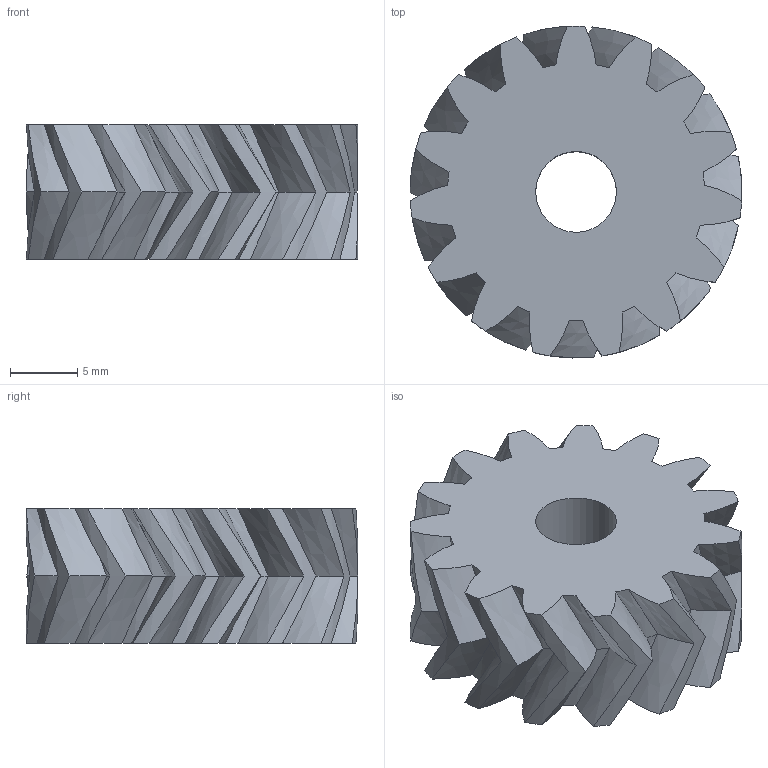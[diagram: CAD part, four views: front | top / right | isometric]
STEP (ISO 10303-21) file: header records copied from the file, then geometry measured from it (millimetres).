
FILE_DESCRIPTION(/* description */ (''),/* implementation_level */ '2;1');
FILE_NAME(/* name */ 'Spur Gear21.ipt.step',/* time_stamp */ '2024-02-28T22:19:29-06:00',/* author */ ('smz3rm'),/* organization */ (''),/* preprocessor_version */ 'ST-DEVELOPER v18',/* originating_system */ 'Autodesk Inventor 2020',/* authorisation */ '');
FILE_SCHEMA (('AUTOMOTIVE_DESIGN { 1 0 10303 214 3 1 1 }'));
Length unit declared in the file: millimetre
Products named in the file (1): Spur Gear2
Bounding box: 24.66 x 24.66 x 10 mm (x, y, z)
Volume: 3386.3 mm3; surface area: 2496.6 mm2
Topology: 1 solids, 1 shells, 116 faces, 309 edges, 199 vertices
Faces by surface type: bspline 90, cylinder 20, plane 6
Full cylindrical faces by diameter (mm): 3 x4, 6 x1
Entity records: 4964 total; most frequent: CARTESIAN_POINT 2770, ORIENTED_EDGE 618, EDGE_CURVE 309, B_SPLINE_CURVE_WITH_KNOTS 255, VERTEX_POINT 199, DIRECTION 157, EDGE_LOOP 122, FACE_OUTER_BOUND 116
